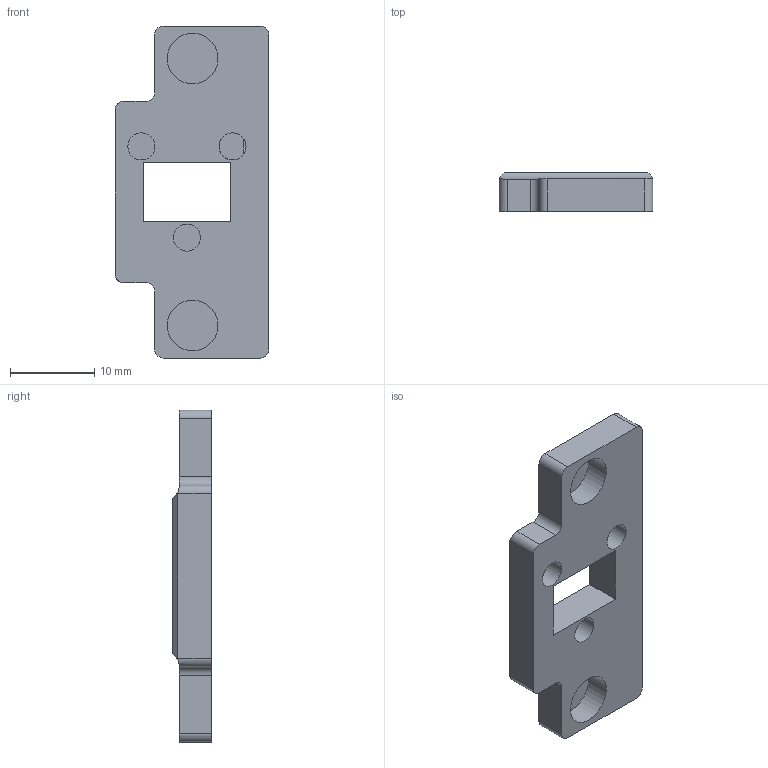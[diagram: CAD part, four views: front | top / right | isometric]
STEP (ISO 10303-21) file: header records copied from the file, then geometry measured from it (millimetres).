
FILE_DESCRIPTION(/* description */ ('STEP AP242','CAx-IF Rec.Pracs.---Representation and Presentation of Product Manufacturing Information (PMI)---4.0---2014-10-13','CAx-IF Rec.Pracs.---3D Tessellated Geometry---0.4---2014-09-14','2;1'),/* implementation_level */ '2;1');
FILE_NAME(/* name */ '65e61e0d2c80ea255f9d2cfb',/* time_stamp */ '2024-03-04T19:16:30Z',/* author */ (''),/* organization */ (''),/* preprocessor_version */ 'ST-DEVELOPER v19.4',/* originating_system */ ' ',/* authorisation */ ' ');
FILE_SCHEMA (('AP242_MANAGED_MODEL_BASED_3D_ENGINEERING_MIM_LF { 1 0 10303 442 1 1 4 }'));
Length unit declared in the file: metre
Products named in the file (1): Vitalli LW CNC X Carriage
Bounding box: 18.2 x 4.6 x 39.31 mm (x, y, z)
Volume: 2057.1 mm3; surface area: 1963.8 mm2
Topology: 1 solids, 2 shells, 52 faces, 123 edges, 82 vertices
Faces by surface type: plane 35, cylinder 17
Full cylindrical faces by diameter (mm): 3.2 x3, 3.3 x2, 6 x2
Entity records: 1452 total; most frequent: DIRECTION 252, CARTESIAN_POINT 249, ORIENTED_EDGE 222, EDGE_CURVE 111, AXIS2_PLACEMENT_3D 90, VERTEX_POINT 77, LINE 72, VECTOR 72
